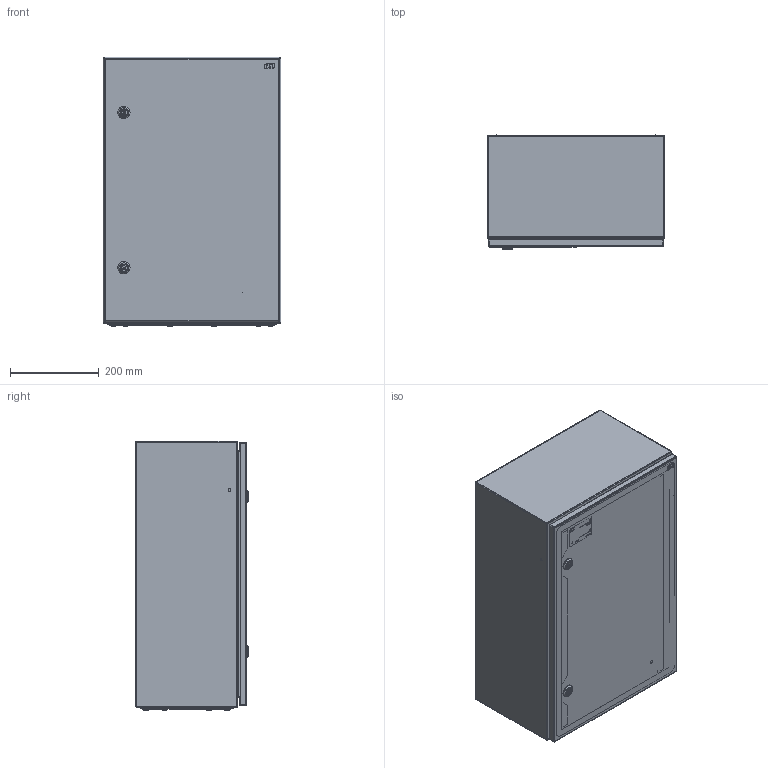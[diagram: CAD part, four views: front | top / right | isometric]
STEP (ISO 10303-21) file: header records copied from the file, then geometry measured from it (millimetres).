
FILE_DESCRIPTION((''),'2;1');
FILE_NAME('GT_60_40_25_ASM','2021-11-04T',('marketing.praksa'),('Audax d.o.o.'),'CREO PARAMETRIC BY PTC INC, 2017480','CREO PARAMETRIC BY PTC INC, 2017480','');
FILE_SCHEMA(('AUTOMOTIVE_DESIGN { 1 0 10303 214 1 1 1 1 }'));
Products named in the file (47): KOR_GT_60-40-25_1; PRZEPUST_1_2_3_4_5_6_7_8_1; ZAWIAS_1_2_3_4_5_6_7_8_1; TULEJA_1_2_3_4_5_6_7_8_1; PLYTA_1_2_3_4_5_6_7_8_1; NAKRETKA_M8_1_2_3_4_5_6_7_8_1; ZASLEPKA_10_7_1_2_3_4_5_6_7_8_1; DRZWI_1_2_3_4_5_6_7_8_9_10__29_; DRZWI_1_2_3_4_5_6_7_8_9_10_30_1; ZAWIAS_3_ST47_002_ELEMENT-44220; ZAWIAS_3_ST47_002_ELEMENT-44221; DRZWI_1_2_3_4_5_6_7_8_9_10_31_1; DRZWI_1_2_3_4_5_6_7_8_9_10_32_1; DRZWI_1_2_3_4_5_6_7_8_9_10_33_1; 1_EB_1000-U6_H__KORPUS-44225_1; 1_EB_1000-U6_H__WK_ADKA-44226_1; 1_EB_1000-U6_H__SRUBA-44227_1; DRZWI_1_2_3_4_5_6_7_8_9_10_34_1; 1_EB_1000-U6_H__NAKR_TKA-44229_; DRZWI_1_2_3_4_5_6_7_8_9_10_35_1; 1_EB_1000-U6_H__KORPUS-44231_1; 1_EB_1000-U6_H__WK_ADKA-44232_1; 1_EB_1000-U6_H__SRUBA-44233_1; DRZWI_1_2_3_4_5_6_7_8_9_10_36_1; 1_EB_1000-U6_H__NAKR_TKA-44235_; DRZWI_1_2_3_4_5_6_7_8_9_10_37_1; DRZWI_1_2_3_4_5_6_7_8_9_10_38_1; DRZWI_1_2_3_4_5_6_7_8_9_10_39_1; ANSI_B27_7M_3CMI-4-44239_1; ANSI_B27_7M_3CMI-4-44240_1; DRZWI_1_2_3_4_5_6_7_8_9_1_41_1; ETI_LOGO_1_1_1_1_1_2_3_4_5_6__9; ETI_LOGO_2_1_1_1_1_2_3_4_5_6__9; ETI_LOGO_3_1_1_1_1_2_3_4_5_6__9; PRT0056_1_1; PRT0056_1_2; PRT0056_1_3; PRT0056_1_4; PRT0056_1_5; PRT0056_1_6 ...
Assembly tree (56 placements, depth 2):
  GT_60_40_25_ASM
    KOR_GT_60-40-25_1
    PRZEPUST_1_2_3_4_5_6_7_8_1
    ZAWIAS_1_2_3_4_5_6_7_8_1  x2
    TULEJA_1_2_3_4_5_6_7_8_1  x4
    PLYTA_1_2_3_4_5_6_7_8_1
    NAKRETKA_M8_1_2_3_4_5_6_7_8_1  x4
    ZASLEPKA_10_7_1_2_3_4_5_6_7_8_1  x4
    DRZWI_1_2_3_4_5_6_7_8_9_10__29_
    DRZWI_1_2_3_4_5_6_7_8_9_10_30_1
    ZAWIAS_3_ST47_002_ELEMENT-44220
    ZAWIAS_3_ST47_002_ELEMENT-44221
    DRZWI_1_2_3_4_5_6_7_8_9_10_31_1
    DRZWI_1_2_3_4_5_6_7_8_9_10_32_1
    DRZWI_1_2_3_4_5_6_7_8_9_10_33_1
    1_EB_1000-U6_H__KORPUS-44225_1
    1_EB_1000-U6_H__WK_ADKA-44226_1
    1_EB_1000-U6_H__SRUBA-44227_1
    DRZWI_1_2_3_4_5_6_7_8_9_10_34_1
    1_EB_1000-U6_H__NAKR_TKA-44229_
    DRZWI_1_2_3_4_5_6_7_8_9_10_35_1
    1_EB_1000-U6_H__KORPUS-44231_1
    1_EB_1000-U6_H__WK_ADKA-44232_1
    1_EB_1000-U6_H__SRUBA-44233_1
    DRZWI_1_2_3_4_5_6_7_8_9_10_36_1
    1_EB_1000-U6_H__NAKR_TKA-44235_
    DRZWI_1_2_3_4_5_6_7_8_9_10_37_1
    DRZWI_1_2_3_4_5_6_7_8_9_10_38_1
    DRZWI_1_2_3_4_5_6_7_8_9_10_39_1
    ANSI_B27_7M_3CMI-4-44239_1
    ANSI_B27_7M_3CMI-4-44240_1
    DRZWI_1_2_3_4_5_6_7_8_9_1_41_1
    ETI_LOGO_1_1_1_1_1_2_3_4_5_6__9
    ETI_LOGO_2_1_1_1_1_2_3_4_5_6__9
    ETI_LOGO_3_1_1_1_1_2_3_4_5_6__9
    PRT0056_1_1
    PRT0056_1_2
    PRT0056_1_3
    PRT0056_1_4
    PRT0056_1_5
    PRT0056_1_6
    PRT0056_1_7
    PRT0056_1_8
    PRT0056_1_9
    PRT0056_1_10
    PRT0056_1_11
    PRT0056_1_12
Bounding box: 400 x 256.46 x 608.04 mm (x, y, z)
Volume: 1998481.8 mm3; surface area: 2745378.8 mm2
Topology: 56 solids, 56 shells, 3016 faces, 8278 edges, 5494 vertices
Faces by surface type: plane 1333, cylinder 1087, torus 172, cone 138, extrusion 136, bspline 94, sphere 56
Entity records: 116241 total; most frequent: CARTESIAN_POINT 21677, DIRECTION 13252, ORIENTED_EDGE 13032, PRESENTATION_STYLE_ASSIGNMENT 7877, STYLED_ITEM 6991, CURVE_STYLE 6516, EDGE_CURVE 6516, AXIS2_PLACEMENT_3D 4905
